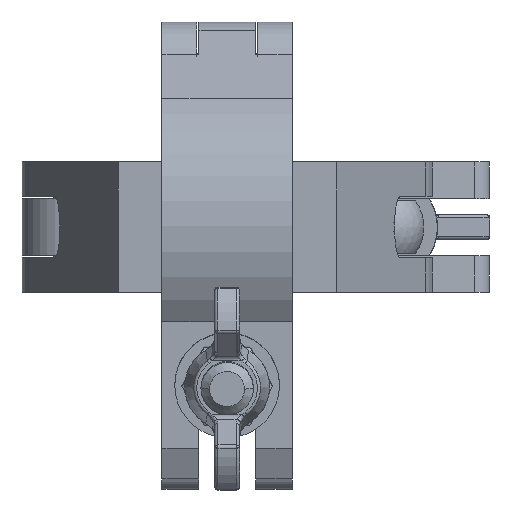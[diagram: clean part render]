
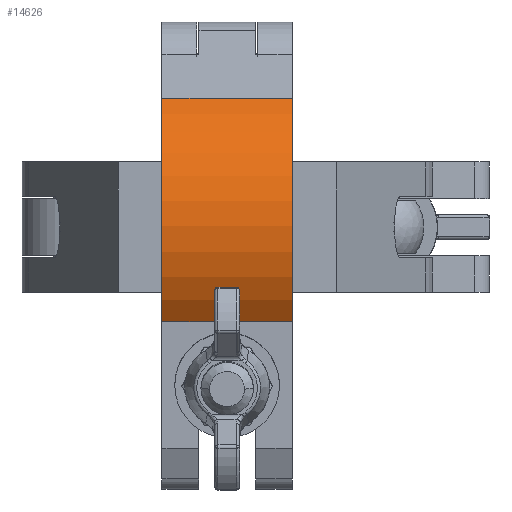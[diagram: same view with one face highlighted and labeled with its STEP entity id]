
A CAD part, front view. The second image highlights one B-rep face of the part: STEP entity #14626.
In plain terms, the highlighted cylindrical face has radius 35.4 mm (diameter 70.8 mm), a partial arc.
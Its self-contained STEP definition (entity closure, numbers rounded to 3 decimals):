
#13 = CIRCLE ( 'NONE', #15768, 35.4 ) ;
#127 = ORIENTED_EDGE ( 'NONE', *, *, #11026, .F. ) ;
#234 = CIRCLE ( 'NONE', #13432, 35.4 ) ;
#779 = VECTOR ( 'NONE', #5834, 1000. ) ;
#1452 = DIRECTION ( 'NONE',  ( 0., 0., -1. ) ) ;
#1471 = CARTESIAN_POINT ( 'NONE',  ( 47., 25.18, -14.95 ) ) ;
#1626 = VERTEX_POINT ( 'NONE', #7821 ) ;
#2448 = CARTESIAN_POINT ( 'NONE',  ( 47., 25.18, 14.95 ) ) ;
#2697 = DIRECTION ( 'NONE',  ( 1., 0., 0. ) ) ;
#2990 = VERTEX_POINT ( 'NONE', #14973 ) ;
#3678 = DIRECTION ( 'NONE',  ( 0., 0., 1. ) ) ;
#3691 = CARTESIAN_POINT ( 'NONE',  ( 16.54, 43.218, -14.95 ) ) ;
#4196 = DIRECTION ( 'NONE',  ( 0., 0., -1. ) ) ;
#4926 = ORIENTED_EDGE ( 'NONE', *, *, #13962, .F. ) ;
#5071 = DIRECTION ( 'NONE',  ( 1., 0., 0. ) ) ;
#5282 = DIRECTION ( 'NONE',  ( 0., 0., 1. ) ) ;
#5425 = ORIENTED_EDGE ( 'NONE', *, *, #7395, .T. ) ;
#5489 = DIRECTION ( 'NONE',  ( -1., 0., 0. ) ) ;
#5834 = DIRECTION ( 'NONE',  ( 0., 0., -1. ) ) ;
#6528 = VECTOR ( 'NONE', #1452, 1000. ) ;
#6594 = AXIS2_PLACEMENT_3D ( 'NONE', #8303, #4196, #5489 ) ;
#6789 = CARTESIAN_POINT ( 'NONE',  ( 16.54, 43.218, 14.95 ) ) ;
#6818 = CARTESIAN_POINT ( 'NONE',  ( 67.5, 54.04, 14.95 ) ) ;
#7395 = EDGE_CURVE ( 'NONE', #2990, #1626, #13091, .T. ) ;
#7821 = CARTESIAN_POINT ( 'NONE',  ( 67.5, 54.04, -14.95 ) ) ;
#8303 = CARTESIAN_POINT ( 'NONE',  ( 47., 25.18, 14.95 ) ) ;
#8559 = EDGE_LOOP ( 'NONE', ( #16392, #127, #4926, #5425 ) ) ;
#9511 = VERTEX_POINT ( 'NONE', #3691 ) ;
#9958 = LINE ( 'NONE', #6789, #6528 ) ;
#10371 = CARTESIAN_POINT ( 'NONE',  ( 16.54, 43.218, 14.95 ) ) ;
#11026 = EDGE_CURVE ( 'NONE', #11907, #9511, #9958, .T. ) ;
#11899 = FACE_OUTER_BOUND ( 'NONE', #8559, .T. ) ;
#11907 = VERTEX_POINT ( 'NONE', #10371 ) ;
#13091 = LINE ( 'NONE', #6818, #779 ) ;
#13432 = AXIS2_PLACEMENT_3D ( 'NONE', #1471, #5282, #2697 ) ;
#13962 = EDGE_CURVE ( 'NONE', #2990, #11907, #13, .T. ) ;
#14626 = ADVANCED_FACE ( 'NONE', ( #11899 ), #15096, .T. ) ;
#14973 = CARTESIAN_POINT ( 'NONE',  ( 67.5, 54.04, 14.95 ) ) ;
#15096 = CYLINDRICAL_SURFACE ( 'NONE', #6594, 35.4 ) ;
#15607 = EDGE_CURVE ( 'NONE', #1626, #9511, #234, .T. ) ;
#15768 = AXIS2_PLACEMENT_3D ( 'NONE', #2448, #3678, #5071 ) ;
#16392 = ORIENTED_EDGE ( 'NONE', *, *, #15607, .T. ) ;
